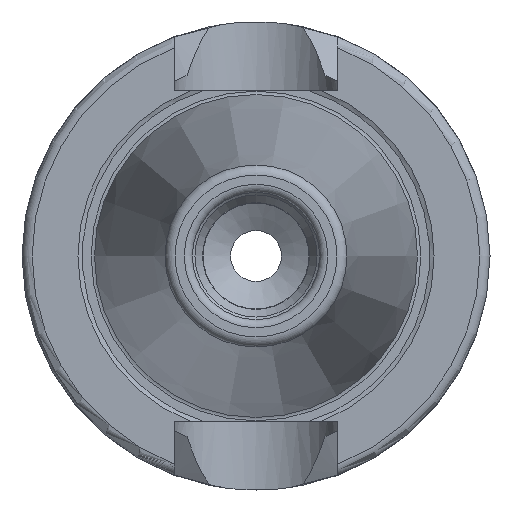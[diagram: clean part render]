
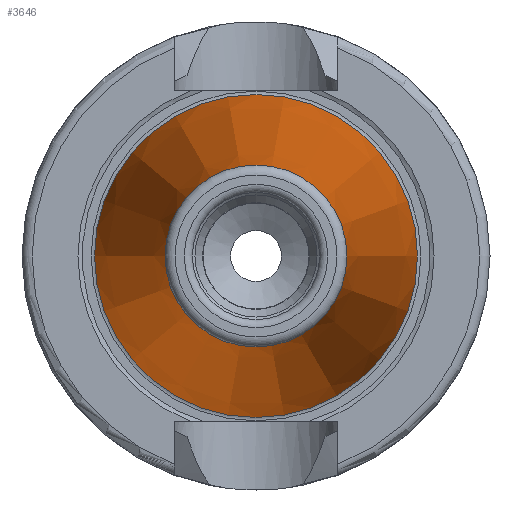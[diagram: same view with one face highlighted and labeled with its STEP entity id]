
A CAD part, left-side view. The second image highlights one B-rep face of the part: STEP entity #3646.
In plain terms, the highlighted conical face has half-angle 8.297 degrees and reference radius 12.408 mm.
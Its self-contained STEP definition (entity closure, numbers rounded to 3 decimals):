
#3612=CARTESIAN_POINT('',(-47.544,8.941,0.0));
#3613=VERTEX_POINT('',#3612);
#3614=CARTESIAN_POINT('',(-47.544,0.0,0.0));
#3615=DIRECTION('',(1.0,0.0,0.0));
#3616=DIRECTION('',(0.0,1.0,0.0));
#3617=AXIS2_PLACEMENT_3D('',#3614,#3615,#3616);
#3618=CIRCLE('',#3617,8.941);
#3619=EDGE_CURVE('',#3613,#3613,#3618,.T.);
#3627=CARTESIAN_POINT('',(-23.772,0.0,0.0));
#3628=DIRECTION('',(1.0,0.0,0.0));
#3629=DIRECTION('',(0.0,1.0,0.0));
#3630=AXIS2_PLACEMENT_3D('',#3627,#3628,#3629);
#3631=CONICAL_SURFACE('',#3630,12.408,8.297);
#3632=CARTESIAN_POINT('',(0.0,15.875,0.0));
#3633=VERTEX_POINT('',#3632);
#3634=CARTESIAN_POINT('',(0.0,0.0,0.0));
#3635=DIRECTION('',(1.0,0.0,0.0));
#3636=DIRECTION('',(0.0,1.0,0.0));
#3637=AXIS2_PLACEMENT_3D('',#3634,#3635,#3636);
#3638=CIRCLE('',#3637,15.875);
#3639=EDGE_CURVE('',#3633,#3633,#3638,.T.);
#3640=ORIENTED_EDGE('',*,*,#3639,.F.);
#3641=EDGE_LOOP('',(#3640));
#3642=FACE_OUTER_BOUND('',#3641,.T.);
#3643=ORIENTED_EDGE('',*,*,#3619,.T.);
#3644=EDGE_LOOP('',(#3643));
#3645=FACE_BOUND('',#3644,.T.);
#3646=ADVANCED_FACE('',(#3642,#3645),#3631,.T.);
